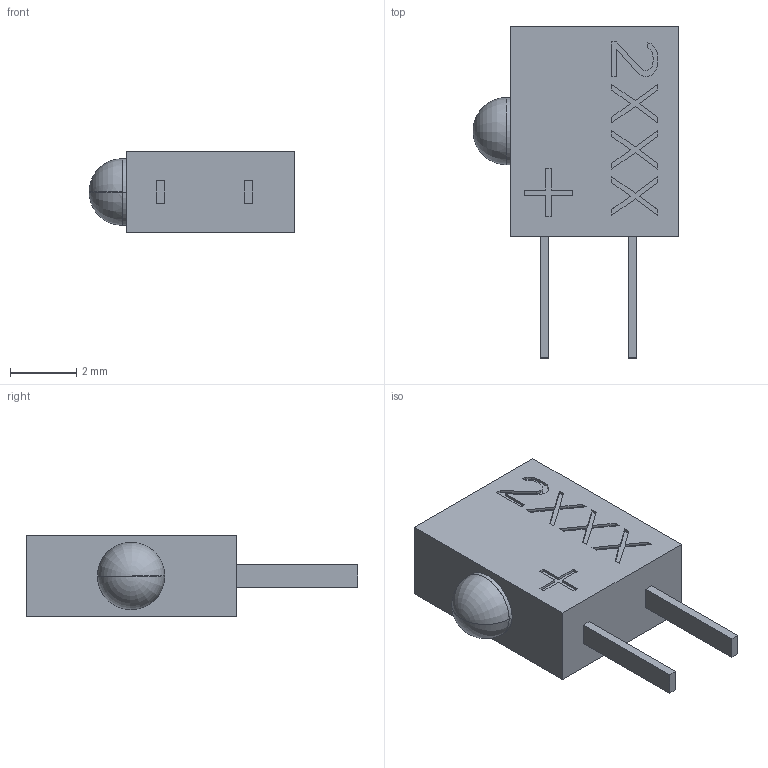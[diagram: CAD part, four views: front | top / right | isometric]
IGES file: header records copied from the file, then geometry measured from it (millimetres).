
Start section:  PTC IGES file: 5552301.igs
Global section: file name: 50H5552301.igs; native system: Pro/ENGINEER by Parametric Technology Corporation; preprocessor: 2001440; author: yiss; organization: Unknown; date: 040406.114233; units: inch
Bounding box: 6.22 x 10.03 x 2.46 mm (x, y, z)
Surface area: 144.6 mm2 (no closed solid volume)
Topology: 0 solids, 0 shells, 250 faces, 1398 edges, 1396 vertices
Faces by surface type: bspline 238, revolution 12
